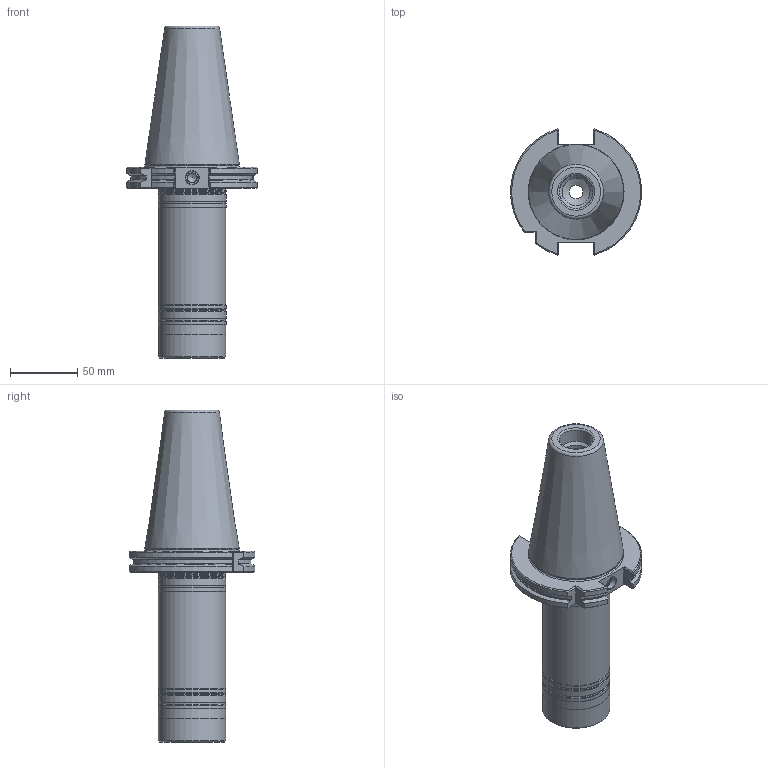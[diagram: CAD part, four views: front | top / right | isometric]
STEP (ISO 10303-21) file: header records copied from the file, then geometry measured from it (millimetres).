
FILE_DESCRIPTION(/* description */ (''),/* implementation_level */ '2;1');
FILE_NAME(/* name */ '425014080.stp',/* time_stamp */ '2021-01-08T12:44:21',/* author */ ('LRA'),/* organization */ ('REGO-FIX'),/* preprocessor_version */ ' Unknown',/* originating_system */ 'SIEMENS PLM Software Solid Edge ST10',/* authorization */ 'Unknown');
FILE_SCHEMA (('AUTOMOTIVE_DESIGN { 1 0 10303 214 2 1 1}'));
Length unit declared in the file: millimetre
Products named in the file (1): NOCUT
Bounding box: 97.32 x 93.58 x 246.6 mm (x, y, z)
Volume: 499375.2 mm3; surface area: 72702 mm2
Topology: 1 solids, 1 shells, 138 faces, 365 edges, 227 vertices
Faces by surface type: cone 42, plane 41, cylinder 40, torus 15
Full cylindrical faces by diameter (mm): 3.5 x5, 7 x1, 10 x1, 10.106 x1, 20.751 x1, 20.752 x1, 25 x1, 30.5 x1, 50 x3, 50.5 x6
Entity records: 4903 total; most frequent: CARTESIAN_POINT 884, DIRECTION 618, ORIENTED_EDGE 574, EDGE_CURVE 287, AXIS2_PLACEMENT_3D 261, VERTEX_POINT 215, FACE_BOUND 204, EDGE_LOOP 198
